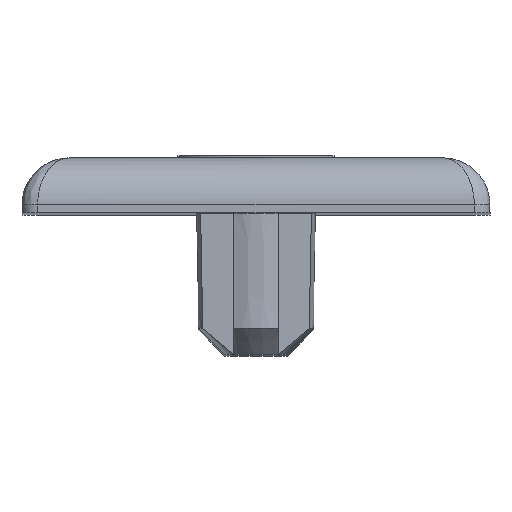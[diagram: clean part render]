
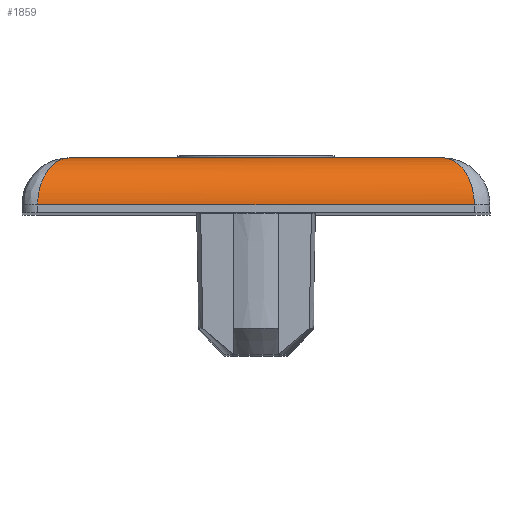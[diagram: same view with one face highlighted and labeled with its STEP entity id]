
A CAD part, top view. The second image highlights one B-rep face of the part: STEP entity #1859.
In plain terms, the highlighted cylindrical face has radius 3 mm (diameter 6 mm), a partial arc.
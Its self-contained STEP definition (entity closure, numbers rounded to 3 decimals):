
#534=DIRECTION('',(-1.,0.,0.));
#535=VECTOR('',#534,23.8);
#536=CARTESIAN_POINT('',(11.9,3.5,41.9));
#537=LINE('',#536,#535);
#656=CARTESIAN_POINT('',(13.9,0.5,44.9));
#657=CARTESIAN_POINT('',(13.9,0.698,44.9));
#658=CARTESIAN_POINT('',(13.874,1.1,44.861));
#659=CARTESIAN_POINT('',(13.751,1.693,44.677));
#660=CARTESIAN_POINT('',(13.542,2.254,44.364));
#661=CARTESIAN_POINT('',(13.242,2.76,43.913));
#662=CARTESIAN_POINT('',(12.857,3.168,43.335));
#663=CARTESIAN_POINT('',(12.39,3.44,42.636));
#664=CARTESIAN_POINT('',(12.065,3.5,42.147));
#665=CARTESIAN_POINT('',(11.9,3.5,41.9));
#818=DIRECTION('',(-1.,0.,0.));
#819=VECTOR('',#818,27.8);
#820=CARTESIAN_POINT('',(13.9,0.5,44.9));
#821=LINE('',#820,#819);
#872=CARTESIAN_POINT('',(-11.9,3.5,41.9));
#873=CARTESIAN_POINT('',(-12.065,3.5,42.147));
#874=CARTESIAN_POINT('',(-12.39,3.44,42.636));
#875=CARTESIAN_POINT('',(-12.857,3.168,43.335));
#876=CARTESIAN_POINT('',(-13.242,2.76,43.913));
#877=CARTESIAN_POINT('',(-13.542,2.254,44.364));
#878=CARTESIAN_POINT('',(-13.751,1.693,44.677));
#879=CARTESIAN_POINT('',(-13.874,1.1,44.861));
#880=CARTESIAN_POINT('',(-13.9,0.698,44.9));
#881=CARTESIAN_POINT('',(-13.9,0.5,44.9));
#1602=CARTESIAN_POINT('',(11.9,3.5,41.9));
#1603=CARTESIAN_POINT('',(-11.9,3.5,41.9));
#1604=VERTEX_POINT('',#1602);
#1605=VERTEX_POINT('',#1603);
#1616=VERTEX_POINT('',#656);
#1617=VERTEX_POINT('',#881);
#1845=CARTESIAN_POINT('',(15.145,0.5,41.9));
#1846=DIRECTION('',(-1.,0.,0.));
#1847=DIRECTION('',(0.,0.,1.));
#1848=AXIS2_PLACEMENT_3D('',#1845,#1846,#1847);
#1849=CYLINDRICAL_SURFACE('',#1848,3.);
#1850=ORIENTED_EDGE('',*,*,#1801,.F.);
#1852=ORIENTED_EDGE('',*,*,#1851,.F.);
#1854=ORIENTED_EDGE('',*,*,#1853,.T.);
#1856=ORIENTED_EDGE('',*,*,#1855,.F.);
#1857=EDGE_LOOP('',(#1850,#1852,#1854,#1856));
#1858=FACE_OUTER_BOUND('',#1857,.F.);
#666=B_SPLINE_CURVE_WITH_KNOTS('',3,(#656,#657,#658,#659,#660,#661,#662,#663,
#664,#665),.UNSPECIFIED.,.F.,.F.,(4,1,1,1,1,1,1,4),(0.,0.143,
0.286,0.429,0.571,0.714,
0.857,1.),.UNSPECIFIED.);
#882=B_SPLINE_CURVE_WITH_KNOTS('',3,(#872,#873,#874,#875,#876,#877,#878,#879,
#880,#881),.UNSPECIFIED.,.F.,.F.,(4,1,1,1,1,1,1,4),(0.,0.143,
0.286,0.429,0.571,0.714,
0.857,1.),.UNSPECIFIED.);
#1801=EDGE_CURVE('',#1604,#1605,#537,.T.);
#1851=EDGE_CURVE('',#1616,#1604,#666,.T.);
#1853=EDGE_CURVE('',#1616,#1617,#821,.T.);
#1855=EDGE_CURVE('',#1605,#1617,#882,.T.);
#1859=ADVANCED_FACE('',(#1858),#1849,.T.);
